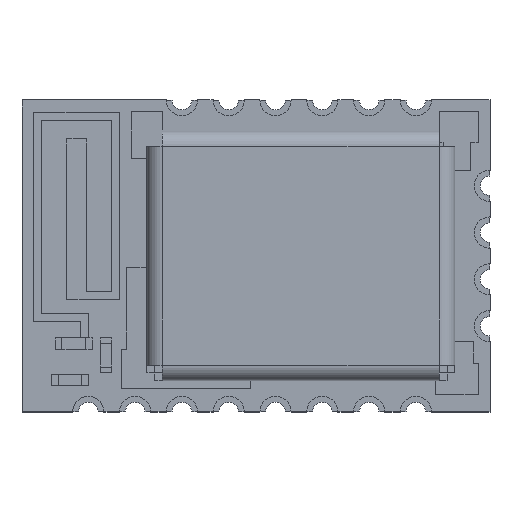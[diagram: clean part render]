
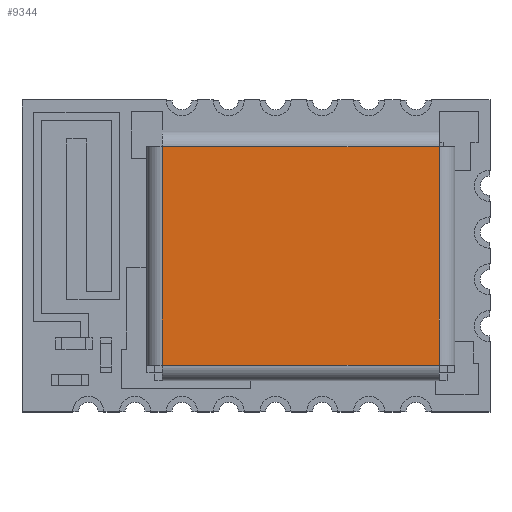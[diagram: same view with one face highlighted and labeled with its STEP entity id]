
A CAD part, top view. The second image highlights one B-rep face of the part: STEP entity #9344.
In plain terms, the highlighted planar face has unit normal (0, 0, 1).
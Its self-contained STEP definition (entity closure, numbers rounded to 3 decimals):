
#2016=ORIENTED_EDGE('',*,*,#3184,.F.);
#2017=ORIENTED_EDGE('',*,*,#3185,.F.);
#2018=ORIENTED_EDGE('',*,*,#3186,.F.);
#2019=ORIENTED_EDGE('',*,*,#3187,.F.);
#3184=EDGE_CURVE('',#3910,#3906,#4790,.T.);
#3185=EDGE_CURVE('',#3911,#3910,#4791,.T.);
#3186=EDGE_CURVE('',#3899,#3911,#4792,.T.);
#3187=EDGE_CURVE('',#3906,#3899,#4793,.T.);
#3899=VERTEX_POINT('',#13666);
#3906=VERTEX_POINT('',#13681);
#3910=VERTEX_POINT('',#13691);
#3911=VERTEX_POINT('',#13693);
#4790=LINE('',#13690,#5704);
#4791=LINE('',#13692,#5705);
#4792=LINE('',#13694,#5706);
#4793=LINE('',#13695,#5707);
#5704=VECTOR('',#11584,1000.);
#5705=VECTOR('',#11585,1000.);
#5706=VECTOR('',#11586,1000.);
#5707=VECTOR('',#11587,1000.);
#6119=EDGE_LOOP('',(#2016,#2017,#2018,#2019));
#6509=FACE_BOUND('',#6119,.T.);
#6847=PLANE('',#9840);
#9344=ADVANCED_FACE('',(#6509),#6847,.F.);
#9840=AXIS2_PLACEMENT_3D('',#13689,#11582,#11583);
#11582=DIRECTION('',(0.,0.,-1.));
#11583=DIRECTION('',(-1.,0.,0.));
#11584=DIRECTION('',(0.,-1.,0.));
#11585=DIRECTION('',(1.,0.,0.));
#11586=DIRECTION('',(0.,1.,0.));
#11587=DIRECTION('',(-1.,0.,0.));
#13666=CARTESIAN_POINT('',(-3.55,-2.8,0.2));
#13681=CARTESIAN_POINT('',(3.55,-2.8,0.2));
#13689=CARTESIAN_POINT('',(0.,0.,0.2));
#13690=CARTESIAN_POINT('',(3.55,2.8,0.2));
#13691=CARTESIAN_POINT('',(3.55,2.8,0.2));
#13692=CARTESIAN_POINT('',(-3.55,2.8,0.2));
#13693=CARTESIAN_POINT('',(-3.55,2.8,0.2));
#13694=CARTESIAN_POINT('',(-3.55,-2.8,0.2));
#13695=CARTESIAN_POINT('',(3.55,-2.8,0.2));
